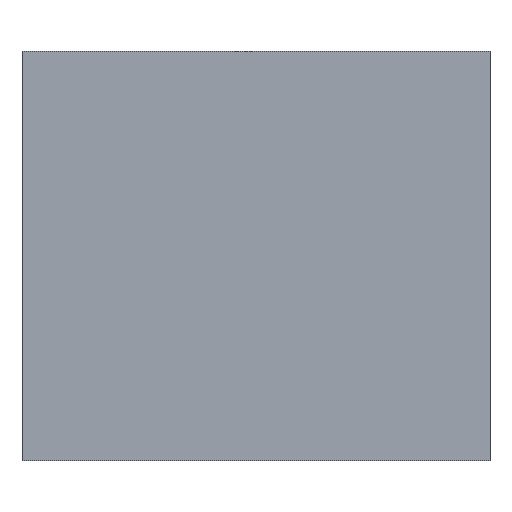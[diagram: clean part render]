
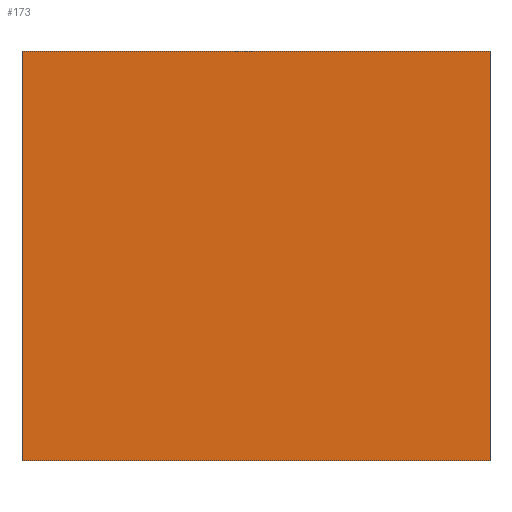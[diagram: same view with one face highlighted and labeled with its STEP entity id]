
A CAD part, front view. The second image highlights one B-rep face of the part: STEP entity #173.
In plain terms, the highlighted planar face has unit normal (0, -1, 0).
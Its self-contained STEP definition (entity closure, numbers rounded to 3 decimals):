
#5 = VERTEX_POINT ( 'NONE', #303 ) ;
#12 = LINE ( 'NONE', #166, #326 ) ;
#13 = EDGE_CURVE ( 'NONE', #5, #271, #180, .T. ) ;
#23 = FACE_OUTER_BOUND ( 'NONE', #148, .T. ) ;
#24 = DIRECTION ( 'NONE',  ( -1., 0., 0. ) ) ;
#25 = AXIS2_PLACEMENT_3D ( 'NONE', #72, #289, #182 ) ;
#28 = CARTESIAN_POINT ( 'NONE',  ( 0., 0., -350. ) ) ;
#49 = DIRECTION ( 'NONE',  ( 0., 0., -1. ) ) ;
#70 = VERTEX_POINT ( 'NONE', #153 ) ;
#72 = CARTESIAN_POINT ( 'NONE',  ( 0., 0., 0. ) ) ;
#80 = CARTESIAN_POINT ( 'NONE',  ( 0., 0., 0. ) ) ;
#106 = DIRECTION ( 'NONE',  ( 1., 0., 0. ) ) ;
#107 = EDGE_CURVE ( 'NONE', #70, #330, #258, .T. ) ;
#109 = ORIENTED_EDGE ( 'NONE', *, *, #235, .F. ) ;
#110 = LINE ( 'NONE', #28, #335 ) ;
#146 = CARTESIAN_POINT ( 'NONE',  ( 0., 0., 0. ) ) ;
#148 = EDGE_LOOP ( 'NONE', ( #175, #109, #193, #296 ) ) ;
#153 = CARTESIAN_POINT ( 'NONE',  ( 400., 0., 0. ) ) ;
#166 = CARTESIAN_POINT ( 'NONE',  ( 0., 0., 0. ) ) ;
#173 = ADVANCED_FACE ( 'NONE', ( #23 ), #236, .T. ) ;
#175 = ORIENTED_EDGE ( 'NONE', *, *, #13, .F. ) ;
#180 = LINE ( 'NONE', #146, #306 ) ;
#182 = DIRECTION ( 'NONE',  ( 0., 0., -1. ) ) ;
#189 = EDGE_CURVE ( 'NONE', #271, #70, #12, .T. ) ;
#193 = ORIENTED_EDGE ( 'NONE', *, *, #107, .F. ) ;
#207 = CARTESIAN_POINT ( 'NONE',  ( 400., 0., 0. ) ) ;
#232 = VECTOR ( 'NONE', #49, 1000. ) ;
#235 = EDGE_CURVE ( 'NONE', #330, #5, #110, .T. ) ;
#236 = PLANE ( 'NONE',  #25 ) ;
#248 = DIRECTION ( 'NONE',  ( 0., 0., 1. ) ) ;
#258 = LINE ( 'NONE', #207, #232 ) ;
#271 = VERTEX_POINT ( 'NONE', #80 ) ;
#289 = DIRECTION ( 'NONE',  ( 0., -1., 0. ) ) ;
#296 = ORIENTED_EDGE ( 'NONE', *, *, #189, .F. ) ;
#303 = CARTESIAN_POINT ( 'NONE',  ( 0., 0., -350. ) ) ;
#306 = VECTOR ( 'NONE', #248, 1000. ) ;
#324 = CARTESIAN_POINT ( 'NONE',  ( 400., 0., -350. ) ) ;
#326 = VECTOR ( 'NONE', #106, 1000. ) ;
#330 = VERTEX_POINT ( 'NONE', #324 ) ;
#335 = VECTOR ( 'NONE', #24, 1000. ) ;
